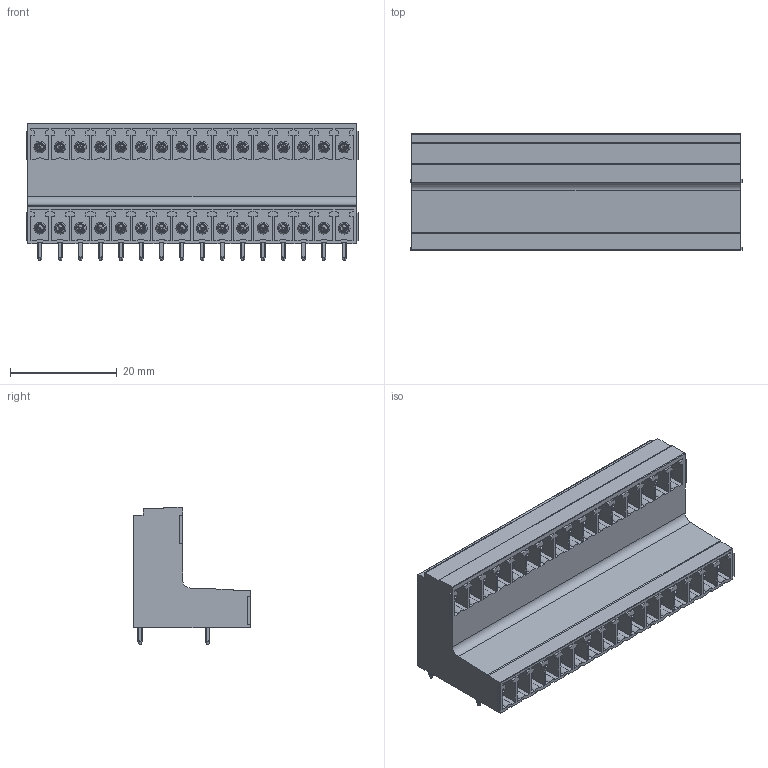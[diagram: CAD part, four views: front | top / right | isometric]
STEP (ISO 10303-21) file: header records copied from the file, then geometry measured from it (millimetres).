
FILE_DESCRIPTION(('CATIA V5 STEP Exchange','CAx-IF Rec.Pracs.--- Model Styling and Organization---1.2---2011-12-15'),'2;1');
FILE_NAME ('D1447226_0', '2018-10-13T11:18:53+00:00', ('none'), ('Weidmueller'), 'CATIA Version 5-6 Release 2014', 'CATIA V5 STEP AP214', 'none');
FILE_SCHEMA(('AUTOMOTIVE_DESIGN { 1 0 10303 214 1 1 1 1 }'));
Products named in the file (1): 1032250000
Bounding box: 62.35 x 21.9 x 25.9 mm (x, y, z)
Volume: 12754.3 mm3; surface area: 14970.3 mm2
Topology: 33 solids, 33 shells, 2084 faces, 5664 edges, 3710 vertices
Faces by surface type: plane 1293, cylinder 535, cone 192, torus 64
Entity records: 64767 total; most frequent: CARTESIAN_POINT 18113, ORIENTED_EDGE 11328, DIRECTION 6824, EDGE_CURVE 5664, VECTOR 3922, LINE 3922, VERTEX_POINT 3710, EDGE_LOOP 2212
